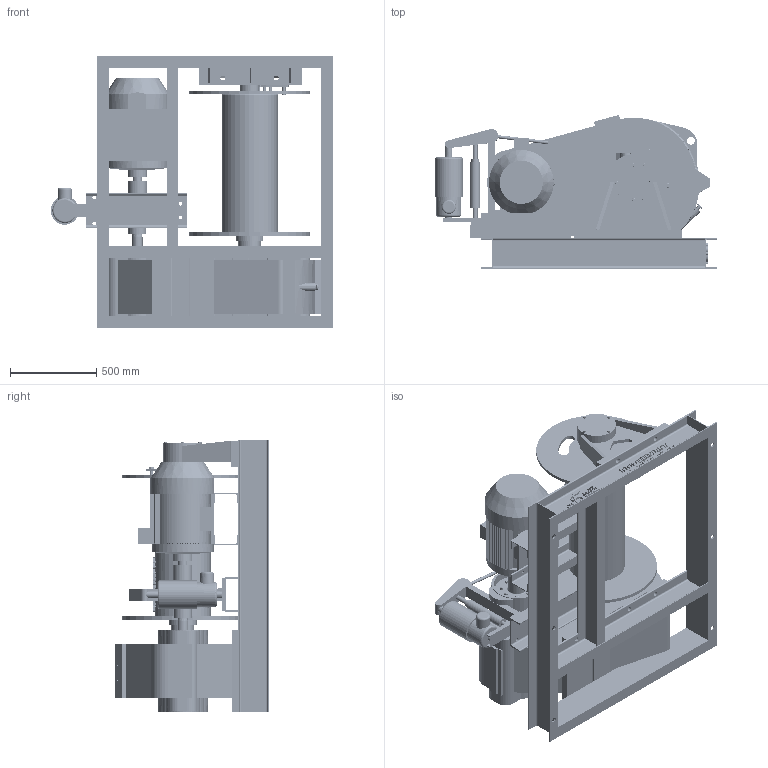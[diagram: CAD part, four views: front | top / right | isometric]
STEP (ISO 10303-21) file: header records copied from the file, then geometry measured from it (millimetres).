
FILE_DESCRIPTION(('STEP AP203'), '1');
FILE_NAME('ﾋﾌ-5ﾌ', '', ('UNSPECIFIED'), ('UNSPECIFIED'), 'ASCON STEP Converter 1.6', 'ASCON Math Kernel', '');
FILE_SCHEMA(('CONFIG_CONTROL_DESIGN'));
Length unit declared in the file: millimetre
Products named in the file (1): ﾋﾌ-5ﾌ 00.00.000
Bounding box: 1637 x 892.4 x 1580 mm (x, y, z)
Volume: 393788541.8 mm3; surface area: 16704561.7 mm2
Topology: 87 solids, 95 shells, 9062 faces, 25642 edges, 16942 vertices
Faces by surface type: cylinder 4383, plane 2914, extrusion 1559, cone 129, torus 48, sphere 29
Full cylindrical faces by diameter (mm): 12 x4, 12.5 x4, 14 x8, 15 x8, 18 x17, 18.5 x8, 18.929 x1, 19 x4, 22 x8, 25 x56, 28 x18, 35 x32, 36 x9, 40 x2, 42 x1, 45 x1, 46 x1, 55 x1, 56 x1, 60 x1, 80 x1, 82 x1, 94 x1, 96 x2, 100 x1, 105 x1, 110 x4, 112.727 x3, 130 x1, 144 x1
Entity records: 419352 total; most frequent: CARTESIAN_POINT 115120, ORIENTED_EDGE 50370, DIRECTION 44859, EDGE_CURVE 25185, VERTEX_POINT 16884, AXIS2_PLACEMENT_3D 15575, VECTOR 13709, LINE 12150
